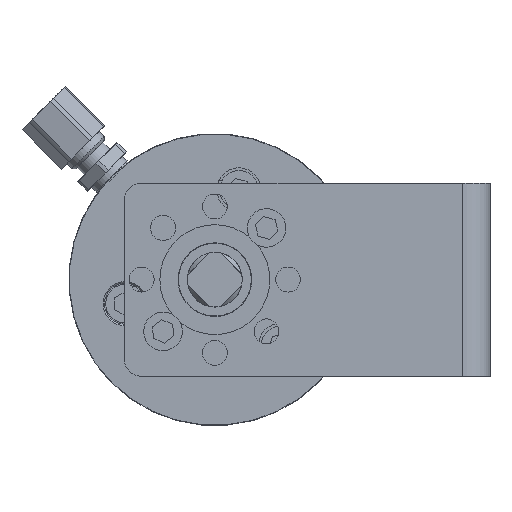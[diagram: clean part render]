
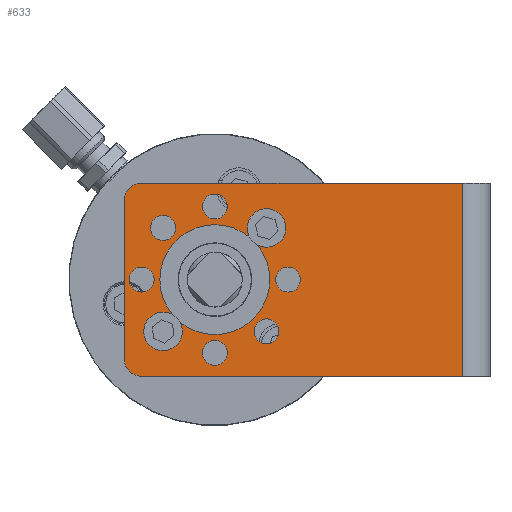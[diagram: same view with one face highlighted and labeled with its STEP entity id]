
A CAD part, left-side view. The second image highlights one B-rep face of the part: STEP entity #633.
In plain terms, the highlighted planar face has unit normal (-1, 0, 0).
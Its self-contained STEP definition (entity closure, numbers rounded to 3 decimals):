
#143=CARTESIAN_POINT('',(0.,58.292,-16.764));
#144=VERTEX_POINT('',#143);
#145=CARTESIAN_POINT('',(0.,60.452,-16.764));
#146=DIRECTION('',(1.0,0.0,0.0));
#147=DIRECTION('',(0.0,-1.0,0.0));
#148=AXIS2_PLACEMENT_3D('',#145,#146,#147);
#149=CIRCLE('',#148,2.16);
#150=EDGE_CURVE('',#144,#144,#149,.T.);
#171=CARTESIAN_POINT('',(0.,47.752,-6.224));
#172=VERTEX_POINT('',#171);
#173=CARTESIAN_POINT('',(0.,47.752,-4.064));
#174=DIRECTION('',(1.0,0.0,0.0));
#175=DIRECTION('',(0.0,0.0,-1.0));
#176=AXIS2_PLACEMENT_3D('',#173,#174,#175);
#177=CIRCLE('',#176,2.16);
#178=EDGE_CURVE('',#172,#172,#177,.T.);
#199=CARTESIAN_POINT('',(0.,40.299,-24.217));
#200=VERTEX_POINT('',#199);
#201=CARTESIAN_POINT('',(0.,38.772,-25.744));
#202=DIRECTION('',(1.0,0.,0.));
#203=DIRECTION('',(0.,0.707,0.707));
#204=AXIS2_PLACEMENT_3D('',#201,#202,#203);
#205=CIRCLE('',#204,2.16);
#206=EDGE_CURVE('',#200,#200,#205,.T.);
#227=CARTESIAN_POINT('',(0.,47.752,-7.227));
#228=VERTEX_POINT('',#227);
#229=CARTESIAN_POINT('',(0.,47.752,-16.764));
#230=DIRECTION('',(1.0,0.0,0.0));
#231=DIRECTION('',(0.0,0.0,1.0));
#232=AXIS2_PLACEMENT_3D('',#229,#230,#231);
#233=CIRCLE('',#232,9.538);
#234=EDGE_CURVE('',#228,#228,#233,.T.);
#255=CARTESIAN_POINT('',(0.,63.5,-3.05));
#256=VERTEX_POINT('',#255);
#257=CARTESIAN_POINT('',(0.,60.45,0.0));
#258=VERTEX_POINT('',#257);
#259=CARTESIAN_POINT('',(0.,60.45,-3.05));
#260=DIRECTION('',(1.0,0.0,0.0));
#261=DIRECTION('',(0.0,0.707,0.707));
#262=AXIS2_PLACEMENT_3D('',#259,#260,#261);
#263=CIRCLE('',#262,3.05);
#264=EDGE_CURVE('',#256,#258,#263,.T.);
#519=CARTESIAN_POINT('',(0.,63.5,0.0));
#520=DIRECTION('',(-1.0,0.0,0.0));
#521=DIRECTION('',(0.0,0.0,1.0));
#522=AXIS2_PLACEMENT_3D('',#519,#520,#521);
#523=PLANE('',#522);
#524=CARTESIAN_POINT('',(0.,4.78,0.0));
#525=VERTEX_POINT('',#524);
#526=CARTESIAN_POINT('',(0.,4.78,-33.528));
#527=VERTEX_POINT('',#526);
#528=CARTESIAN_POINT('',(0.,4.78,0.0));
#529=DIRECTION('',(0.0,0.0,-1.0));
#530=VECTOR('',#529,33.528);
#531=LINE('',#528,#530);
#532=EDGE_CURVE('',#525,#527,#531,.T.);
#533=ORIENTED_EDGE('',*,*,#532,.F.);
#534=CARTESIAN_POINT('',(0.,60.45,0.0));
#535=DIRECTION('',(0.0,-1.0,0.0));
#536=VECTOR('',#535,55.67);
#537=LINE('',#534,#536);
#538=EDGE_CURVE('',#258,#525,#537,.T.);
#539=ORIENTED_EDGE('',*,*,#538,.F.);
#540=ORIENTED_EDGE('',*,*,#264,.F.);
#541=CARTESIAN_POINT('',(0.,63.5,-30.478));
#542=VERTEX_POINT('',#541);
#543=CARTESIAN_POINT('',(0.,63.5,-3.05));
#544=DIRECTION('',(0.0,0.0,-1.0));
#545=VECTOR('',#544,27.428);
#546=LINE('',#543,#545);
#547=EDGE_CURVE('',#256,#542,#546,.T.);
#548=ORIENTED_EDGE('',*,*,#547,.T.);
#549=CARTESIAN_POINT('',(0.,60.45,-33.528));
#550=VERTEX_POINT('',#549);
#551=CARTESIAN_POINT('',(0.,60.45,-30.478));
#552=DIRECTION('',(1.0,0.0,0.0));
#553=DIRECTION('',(0.0,0.707,-0.707));
#554=AXIS2_PLACEMENT_3D('',#551,#552,#553);
#555=CIRCLE('',#554,3.05);
#556=EDGE_CURVE('',#550,#542,#555,.T.);
#557=ORIENTED_EDGE('',*,*,#556,.F.);
#558=CARTESIAN_POINT('',(0.,60.45,-33.528));
#559=DIRECTION('',(0.0,-1.0,0.0));
#560=VECTOR('',#559,55.67);
#561=LINE('',#558,#560);
#562=EDGE_CURVE('',#550,#527,#561,.T.);
#563=ORIENTED_EDGE('',*,*,#562,.T.);
#564=EDGE_LOOP('',(#533,#539,#540,#548,#557,#563));
#565=FACE_OUTER_BOUND('',#564,.T.);
#566=CARTESIAN_POINT('',(0.,55.205,-24.217));
#567=VERTEX_POINT('',#566);
#568=CARTESIAN_POINT('',(0.,56.732,-25.744));
#569=DIRECTION('',(1.0,0.,0.));
#570=DIRECTION('',(0.,-0.707,0.707));
#571=AXIS2_PLACEMENT_3D('',#568,#569,#570);
#572=CIRCLE('',#571,2.16);
#573=EDGE_CURVE('',#567,#567,#572,.T.);
#574=ORIENTED_EDGE('',*,*,#573,.T.);
#575=EDGE_LOOP('',(#574));
#576=FACE_BOUND('',#575,.T.);
#577=ORIENTED_EDGE('',*,*,#150,.T.);
#578=EDGE_LOOP('',(#577));
#579=FACE_BOUND('',#578,.T.);
#580=CARTESIAN_POINT('',(0.,55.205,-9.311));
#581=VERTEX_POINT('',#580);
#582=CARTESIAN_POINT('',(0.,56.732,-7.784));
#583=DIRECTION('',(1.0,0.,0.));
#584=DIRECTION('',(0.,-0.707,-0.707));
#585=AXIS2_PLACEMENT_3D('',#582,#583,#584);
#586=CIRCLE('',#585,2.16);
#587=EDGE_CURVE('',#581,#581,#586,.T.);
#588=ORIENTED_EDGE('',*,*,#587,.T.);
#589=EDGE_LOOP('',(#588));
#590=FACE_BOUND('',#589,.T.);
#591=ORIENTED_EDGE('',*,*,#178,.T.);
#592=EDGE_LOOP('',(#591));
#593=FACE_BOUND('',#592,.T.);
#594=CARTESIAN_POINT('',(0.,40.299,-9.311));
#595=VERTEX_POINT('',#594);
#596=CARTESIAN_POINT('',(0.,38.772,-7.784));
#597=DIRECTION('',(1.0,0.,0.));
#598=DIRECTION('',(0.,0.707,-0.707));
#599=AXIS2_PLACEMENT_3D('',#596,#597,#598);
#600=CIRCLE('',#599,2.16);
#601=EDGE_CURVE('',#595,#595,#600,.T.);
#602=ORIENTED_EDGE('',*,*,#601,.T.);
#603=EDGE_LOOP('',(#602));
#604=FACE_BOUND('',#603,.T.);
#605=CARTESIAN_POINT('',(0.,37.212,-16.764));
#606=VERTEX_POINT('',#605);
#607=CARTESIAN_POINT('',(0.,35.052,-16.764));
#608=DIRECTION('',(1.0,0.0,0.0));
#609=DIRECTION('',(0.0,1.0,0.0));
#610=AXIS2_PLACEMENT_3D('',#607,#608,#609);
#611=CIRCLE('',#610,2.16);
#612=EDGE_CURVE('',#606,#606,#611,.T.);
#613=ORIENTED_EDGE('',*,*,#612,.T.);
#614=EDGE_LOOP('',(#613));
#615=FACE_BOUND('',#614,.T.);
#616=ORIENTED_EDGE('',*,*,#206,.T.);
#617=EDGE_LOOP('',(#616));
#618=FACE_BOUND('',#617,.T.);
#619=CARTESIAN_POINT('',(0.,47.752,-27.304));
#620=VERTEX_POINT('',#619);
#621=CARTESIAN_POINT('',(0.,47.752,-29.464));
#622=DIRECTION('',(1.0,0.0,0.0));
#623=DIRECTION('',(0.0,0.0,1.0));
#624=AXIS2_PLACEMENT_3D('',#621,#622,#623);
#625=CIRCLE('',#624,2.16);
#626=EDGE_CURVE('',#620,#620,#625,.T.);
#627=ORIENTED_EDGE('',*,*,#626,.T.);
#628=EDGE_LOOP('',(#627));
#629=FACE_BOUND('',#628,.T.);
#630=ORIENTED_EDGE('',*,*,#234,.T.);
#631=EDGE_LOOP('',(#630));
#632=FACE_BOUND('',#631,.T.);
#633=ADVANCED_FACE('',(#565,#576,#579,#590,#593,#604,#615,#618,#629,#632),#523,.T.);
